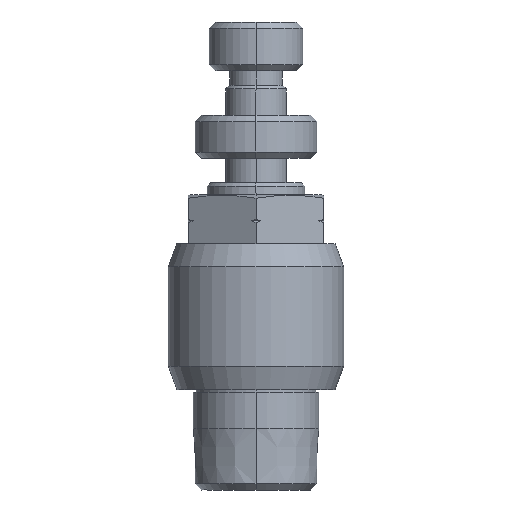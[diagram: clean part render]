
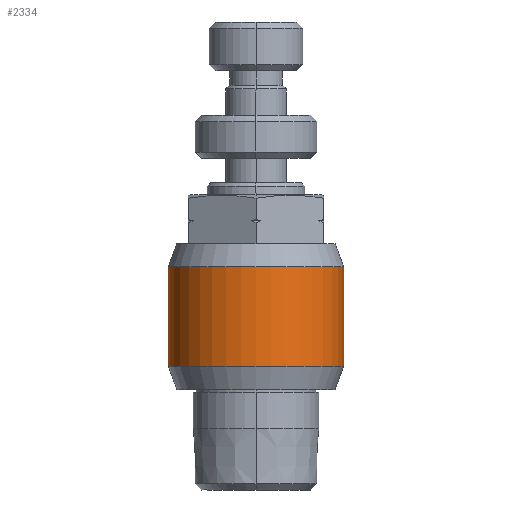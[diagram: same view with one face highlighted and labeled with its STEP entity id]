
A CAD part, front view. The second image highlights one B-rep face of the part: STEP entity #2334.
In plain terms, the highlighted cylindrical face has radius 7.2 mm (diameter 14.4 mm), a partial arc.
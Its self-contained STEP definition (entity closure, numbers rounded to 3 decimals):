
#2260=CARTESIAN_POINT('',(-7.2,0.,-2.527));
#2261=VERTEX_POINT('',#2260);
#2270=CARTESIAN_POINT('',(7.2,0.,-2.527));
#2271=VERTEX_POINT('',#2270);
#2297=CARTESIAN_POINT('',(0.0,0.0,-4.45));
#2298=DIRECTION('',(0.0,0.0,1.0));
#2299=DIRECTION('',(1.0,0.0,0.0));
#2300=AXIS2_PLACEMENT_3D('',#2297,#2298,#2299);
#2301=CYLINDRICAL_SURFACE('',#2300,7.2);
#2302=CARTESIAN_POINT('',(7.2,0.,5.627));
#2303=VERTEX_POINT('',#2302);
#2304=CARTESIAN_POINT('',(7.2,0.,5.627));
#2305=DIRECTION('',(0.0,0.0,-1.0));
#2306=VECTOR('',#2305,8.154);
#2307=LINE('',#2304,#2306);
#2308=EDGE_CURVE('',#2303,#2271,#2307,.T.);
#2309=ORIENTED_EDGE('',*,*,#2308,.F.);
#2310=CARTESIAN_POINT('',(-7.2,0.0,5.627));
#2311=VERTEX_POINT('',#2310);
#2312=CARTESIAN_POINT('',(0.0,0.0,5.627));
#2313=DIRECTION('',(0.0,0.0,1.0));
#2314=DIRECTION('',(-1.0,0.0,0.0));
#2315=AXIS2_PLACEMENT_3D('',#2312,#2313,#2314);
#2316=CIRCLE('',#2315,7.2);
#2317=EDGE_CURVE('',#2311,#2303,#2316,.T.);
#2318=ORIENTED_EDGE('',*,*,#2317,.F.);
#2319=CARTESIAN_POINT('',(-7.2,0.0,5.627));
#2320=DIRECTION('',(0.0,0.0,-1.0));
#2321=VECTOR('',#2320,8.154);
#2322=LINE('',#2319,#2321);
#2323=EDGE_CURVE('',#2311,#2261,#2322,.T.);
#2324=ORIENTED_EDGE('',*,*,#2323,.T.);
#2325=CARTESIAN_POINT('',(0.0,0.0,-2.527));
#2326=DIRECTION('',(0.0,0.0,-1.0));
#2327=DIRECTION('',(-1.0,0.0,0.0));
#2328=AXIS2_PLACEMENT_3D('',#2325,#2326,#2327);
#2329=CIRCLE('',#2328,7.2);
#2330=EDGE_CURVE('',#2271,#2261,#2329,.T.);
#2331=ORIENTED_EDGE('',*,*,#2330,.F.);
#2332=EDGE_LOOP('',(#2309,#2318,#2324,#2331));
#2333=FACE_OUTER_BOUND('',#2332,.T.);
#2334=ADVANCED_FACE('',(#2333),#2301,.T.);
